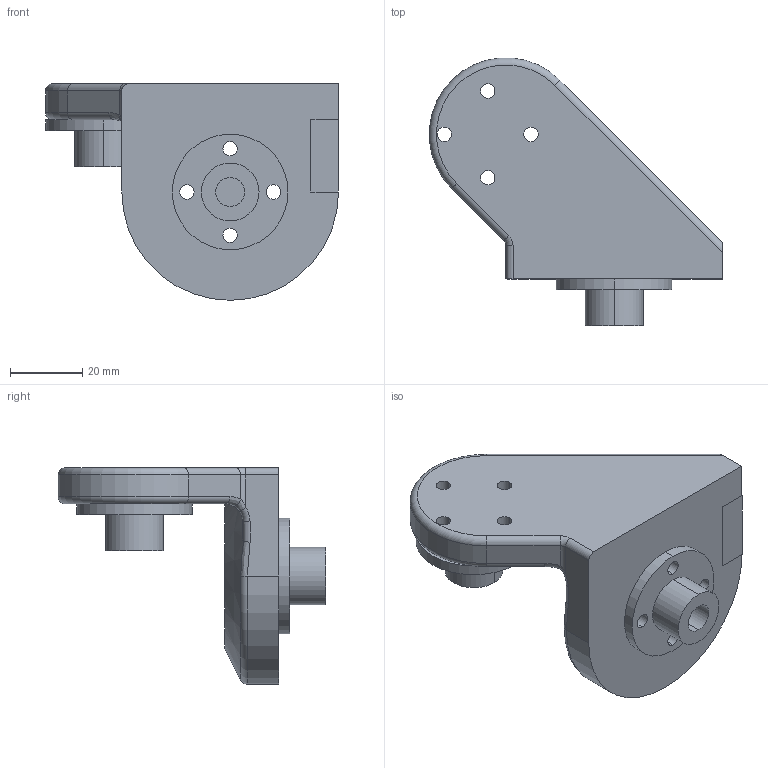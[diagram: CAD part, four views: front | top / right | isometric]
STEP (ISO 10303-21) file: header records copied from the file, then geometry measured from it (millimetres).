
FILE_DESCRIPTION (( 'STEP AP203' ), '1' );
FILE_NAME ('Öá0-new.STEP', '2024-06-29T06:41:03', ( '' ), ( '' ), 'SwSTEP 2.0', 'SolidWorks 2021', '' );
FILE_SCHEMA (( 'CONFIG_CONTROL_DESIGN' ));
Length unit declared in the file: millimetre
Products named in the file (3): 粣1-蟀諉; 楊擘薊粣ん-8mm; 粣0-new
Assembly tree (3 placements, depth 2):
  粣0-new
    楊擘薊粣ん-8mm  x2
    粣1-蟀諉
Bounding box: 81.13 x 74.13 x 60 mm (x, y, z)
Volume: 72335.1 mm3; surface area: 20571.8 mm2
Topology: 3 solids, 3 shells, 90 faces, 228 edges, 146 vertices
Faces by surface type: cylinder 57, plane 20, torus 6, bspline 5, cone 2
Entity records: 2807 total; most frequent: CARTESIAN_POINT 633, DIRECTION 410, ORIENTED_EDGE 372, EDGE_CURVE 186, AXIS2_PLACEMENT_3D 169, VERTEX_POINT 118, EDGE_LOOP 100, CIRCLE 95
